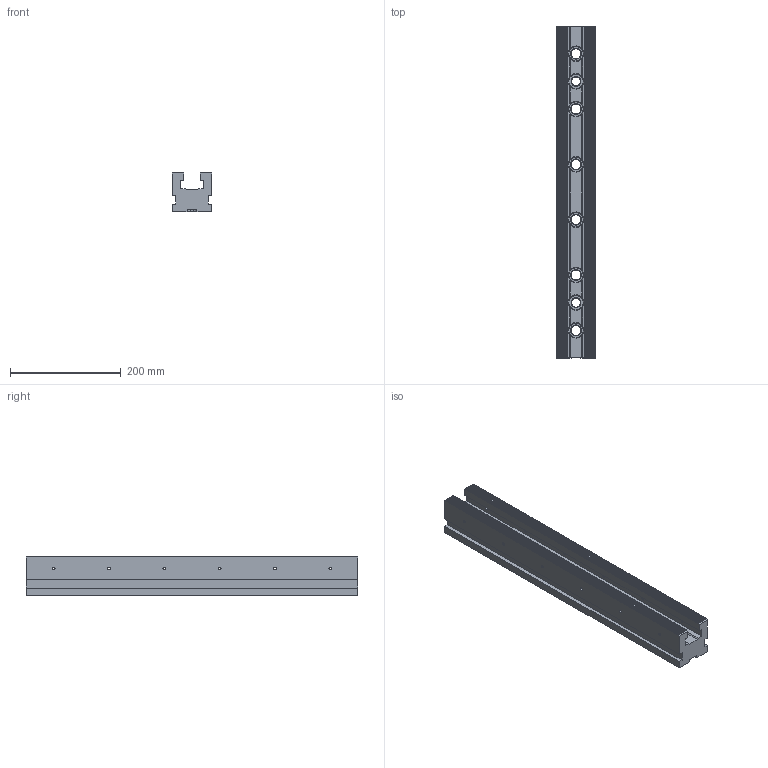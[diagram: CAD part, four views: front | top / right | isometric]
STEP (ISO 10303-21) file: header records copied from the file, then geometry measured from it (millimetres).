
FILE_DESCRIPTION( ( 'Unknown' ), '1' );
FILE_NAME( 'SVF-AB01-7260-100.stp', 'Unknown', ( 'Unknown' ), ( 'Unknown' ), 'PSStep 17.0.49', 'Unknown', ' ' );
FILE_SCHEMA( ( 'AUTOMOTIVE_DESIGN { 1 0 10303 214 1 1 1 1 }' ) );
Length unit declared in the file: millimetre
Products named in the file (1): 1
Bounding box: 72 x 600 x 72 mm (x, y, z)
Volume: 2159336.8 mm3; surface area: 275862.6 mm2
Topology: 1 solids, 1 shells, 1942 faces, 5824 edges, 3884 vertices
Faces by surface type: plane 1858, cone 50, cylinder 34
Full cylindrical faces by diameter (mm): 5 x14, 16 x2, 18 x6, 26 x8
Entity records: 79428 total; most frequent: CARTESIAN_POINT 11733, ORIENTED_EDGE 11488, DIRECTION 9738, EDGE_CURVE 5744, LINE 5508, VECTOR 5508, VERTEX_POINT 3854, AXIS2_PLACEMENT_3D 2115
